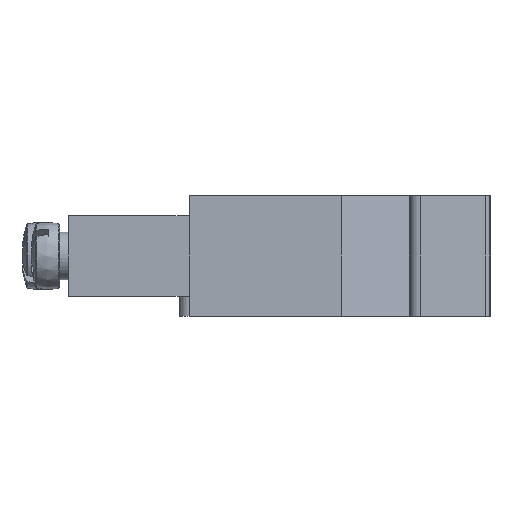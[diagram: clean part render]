
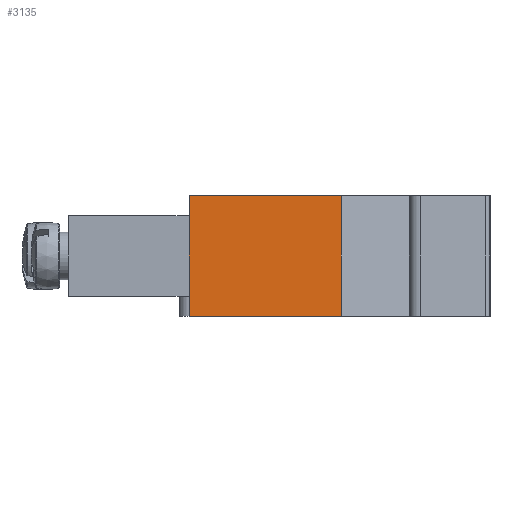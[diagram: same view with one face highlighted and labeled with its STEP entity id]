
A CAD part, left-side view. The second image highlights one B-rep face of the part: STEP entity #3135.
In plain terms, the highlighted face is planar.
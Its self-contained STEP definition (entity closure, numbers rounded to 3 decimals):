
#163=LINE('',#5390,#355);
#235=LINE('',#5613,#427);
#257=LINE('',#5663,#449);
#258=LINE('',#5665,#450);
#259=LINE('',#5666,#451);
#355=VECTOR('',#4012,15.149);
#427=VECTOR('',#4214,15.149);
#449=VECTOR('',#4264,12.);
#450=VECTOR('',#4265,10.);
#451=VECTOR('',#4266,2.);
#528=PLANE('',#3465);
#997=FACE_OUTER_BOUND('',#1280,.T.);
#1280=EDGE_LOOP('',(#2626,#2627,#2628,#2629,#2630));
#1526=VERTEX_POINT('',#5387);
#1527=VERTEX_POINT('',#5389);
#1589=VERTEX_POINT('',#5563);
#1613=VERTEX_POINT('',#5611);
#1628=VERTEX_POINT('',#5664);
#1845=EDGE_CURVE('',#1527,#1526,#163,.T.);
#1955=EDGE_CURVE('',#1613,#1589,#235,.T.);
#1983=EDGE_CURVE('',#1613,#1527,#257,.T.);
#1984=EDGE_CURVE('',#1526,#1628,#258,.T.);
#1985=EDGE_CURVE('',#1628,#1589,#259,.T.);
#2626=ORIENTED_EDGE('',*,*,#1983,.T.);
#2627=ORIENTED_EDGE('',*,*,#1845,.T.);
#2628=ORIENTED_EDGE('',*,*,#1984,.T.);
#2629=ORIENTED_EDGE('',*,*,#1985,.T.);
#2630=ORIENTED_EDGE('',*,*,#1955,.F.);
#3135=ADVANCED_FACE('',(#997),#528,.T.);
#3465=AXIS2_PLACEMENT_3D('',#5662,#4262,#4263);
#4012=DIRECTION('',(0.,1.,0.));
#4214=DIRECTION('',(0.,1.,0.));
#4262=DIRECTION('center_axis',(1.,0.,0.));
#4263=DIRECTION('ref_axis',(0.,1.,0.));
#4264=DIRECTION('',(0.,0.,-1.));
#4265=DIRECTION('',(0.,0.,1.));
#4266=DIRECTION('',(0.,0.,1.));
#5387=CARTESIAN_POINT('',(44.,0.,-12.));
#5389=CARTESIAN_POINT('',(44.,-15.149,-12.));
#5390=CARTESIAN_POINT('',(44.,0.,-12.));
#5563=CARTESIAN_POINT('',(44.,0.,0.));
#5611=CARTESIAN_POINT('',(44.,-15.149,0.));
#5613=CARTESIAN_POINT('',(44.,-22.964,0.));
#5662=CARTESIAN_POINT('Origin',(44.,0.,-12.));
#5663=CARTESIAN_POINT('',(44.,-15.149,-12.));
#5664=CARTESIAN_POINT('',(44.,0.,-2.));
#5665=CARTESIAN_POINT('',(44.,0.,-12.));
#5666=CARTESIAN_POINT('',(44.,0.,-12.));
